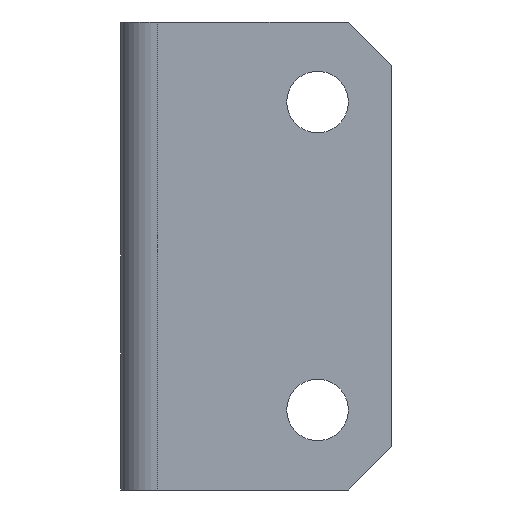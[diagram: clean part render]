
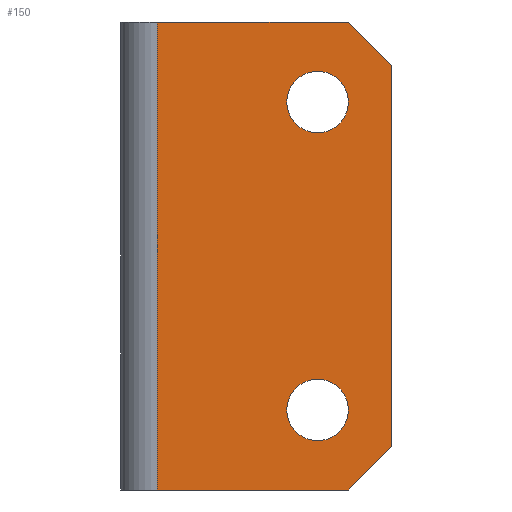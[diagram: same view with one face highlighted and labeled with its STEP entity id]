
A CAD part, front view. The second image highlights one B-rep face of the part: STEP entity #150.
In plain terms, the highlighted planar face has unit normal (0, -1, 0).
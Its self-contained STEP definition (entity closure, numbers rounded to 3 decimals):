
#17 = ORIENTED_EDGE ( 'NONE', *, *, #249, .T. ) ;
#47 = ORIENTED_EDGE ( 'NONE', *, *, #250, .F. ) ;
#68 = ORIENTED_EDGE ( 'NONE', *, *, #248, .T. ) ;
#84 = ORIENTED_EDGE ( 'NONE', *, *, #208, .T. ) ;
#93 = ORIENTED_EDGE ( 'NONE', *, *, #239, .T. ) ;
#96 = ORIENTED_EDGE ( 'NONE', *, *, #275, .T. ) ;
#114 = ORIENTED_EDGE ( 'NONE', *, *, #254, .T. ) ;
#115 = ORIENTED_EDGE ( 'NONE', *, *, #242, .F. ) ;
#118 = ORIENTED_EDGE ( 'NONE', *, *, #166, .T. ) ;
#129 = ORIENTED_EDGE ( 'NONE', *, *, #230, .T. ) ;
#150 = ADVANCED_FACE ( 'NONE', ( #741, #743, #751 ), #462, .F. ) ;
#166 = EDGE_CURVE ( 'NONE', #511, #524, #636, .T. ) ;
#172 = AXIS2_PLACEMENT_3D ( 'NONE', #340, #366, #365 ) ;
#186 = AXIS2_PLACEMENT_3D ( 'NONE', #285, #373, #399 ) ;
#208 = EDGE_CURVE ( 'NONE', #519, #507, #717, .T. ) ;
#230 = EDGE_CURVE ( 'NONE', #532, #514, #640, .T. ) ;
#237 = AXIS2_PLACEMENT_3D ( 'NONE', #320, #562, #352 ) ;
#239 = EDGE_CURVE ( 'NONE', #538, #520, #651, .T. ) ;
#242 = EDGE_CURVE ( 'NONE', #515, #514, #653, .T. ) ;
#248 = EDGE_CURVE ( 'NONE', #524, #511, #702, .T. ) ;
#249 = EDGE_CURVE ( 'NONE', #515, #538, #698, .T. ) ;
#250 = EDGE_CURVE ( 'NONE', #532, #504, #704, .T. ) ;
#254 = EDGE_CURVE ( 'NONE', #507, #519, #669, .T. ) ;
#260 = AXIS2_PLACEMENT_3D ( 'NONE', #463, #422, #420 ) ;
#275 = EDGE_CURVE ( 'NONE', #520, #504, #822, .T. ) ;
#277 = AXIS2_PLACEMENT_3D ( 'NONE', #441, #460, #380 ) ;
#285 = CARTESIAN_POINT ( 'NONE',  ( 32., 0., 63. ) ) ;
#300 = DIRECTION ( 'NONE',  ( 1., 0., 0. ) ) ;
#303 = CARTESIAN_POINT ( 'NONE',  ( 0., 0., 76. ) ) ;
#317 = CARTESIAN_POINT ( 'NONE',  ( 37., 0., 76. ) ) ;
#320 = CARTESIAN_POINT ( 'NONE',  ( 32., 0., 13. ) ) ;
#321 = DIRECTION ( 'NONE',  ( -0.707, 0., 0.707 ) ) ;
#327 = CARTESIAN_POINT ( 'NONE',  ( 0., 0., 0. ) ) ;
#340 = CARTESIAN_POINT ( 'NONE',  ( 32., 0., 63. ) ) ;
#342 = DIRECTION ( 'NONE',  ( 1., 0., 0. ) ) ;
#343 = CARTESIAN_POINT ( 'NONE',  ( 6., 0., 76. ) ) ;
#345 = DIRECTION ( 'NONE',  ( 0., 0., -1. ) ) ;
#348 = DIRECTION ( 'NONE',  ( 0., 0., -1. ) ) ;
#352 = DIRECTION ( 'NONE',  ( 0., 0., 1. ) ) ;
#365 = DIRECTION ( 'NONE',  ( 0., 0., 1. ) ) ;
#366 = DIRECTION ( 'NONE',  ( 0., 1., 0. ) ) ;
#373 = DIRECTION ( 'NONE',  ( 0., 1., 0. ) ) ;
#380 = DIRECTION ( 'NONE',  ( 0., 0., 1. ) ) ;
#399 = DIRECTION ( 'NONE',  ( 0., 0., 1. ) ) ;
#420 = DIRECTION ( 'NONE',  ( 0., 0., 1. ) ) ;
#422 = DIRECTION ( 'NONE',  ( 0., 1., 0. ) ) ;
#441 = CARTESIAN_POINT ( 'NONE',  ( 32., 0., 13. ) ) ;
#460 = DIRECTION ( 'NONE',  ( 0., 1., 0. ) ) ;
#462 = PLANE ( 'NONE',  #260 ) ;
#463 = CARTESIAN_POINT ( 'NONE',  ( 0., 0., 76. ) ) ;
#504 = VERTEX_POINT ( 'NONE', #604 ) ;
#507 = VERTEX_POINT ( 'NONE', #601 ) ;
#511 = VERTEX_POINT ( 'NONE', #597 ) ;
#514 = VERTEX_POINT ( 'NONE', #612 ) ;
#515 = VERTEX_POINT ( 'NONE', #611 ) ;
#519 = VERTEX_POINT ( 'NONE', #589 ) ;
#520 = VERTEX_POINT ( 'NONE', #588 ) ;
#524 = VERTEX_POINT ( 'NONE', #584 ) ;
#532 = VERTEX_POINT ( 'NONE', #592 ) ;
#538 = VERTEX_POINT ( 'NONE', #565 ) ;
#558 = CARTESIAN_POINT ( 'NONE',  ( 44., 0., 76. ) ) ;
#562 = DIRECTION ( 'NONE',  ( 0., 1., 0. ) ) ;
#565 = CARTESIAN_POINT ( 'NONE',  ( 6., 0., 0. ) ) ;
#584 = CARTESIAN_POINT ( 'NONE',  ( 32., 0., 18. ) ) ;
#588 = CARTESIAN_POINT ( 'NONE',  ( 37., 0., 0. ) ) ;
#589 = CARTESIAN_POINT ( 'NONE',  ( 32., 0., 68. ) ) ;
#592 = CARTESIAN_POINT ( 'NONE',  ( 44., 0., 69. ) ) ;
#597 = CARTESIAN_POINT ( 'NONE',  ( 32., 0., 8. ) ) ;
#601 = CARTESIAN_POINT ( 'NONE',  ( 32., 0., 58. ) ) ;
#604 = CARTESIAN_POINT ( 'NONE',  ( 44., 0., 7. ) ) ;
#611 = CARTESIAN_POINT ( 'NONE',  ( 6., 0., 76. ) ) ;
#612 = CARTESIAN_POINT ( 'NONE',  ( 37., 0., 76. ) ) ;
#622 = DIRECTION ( 'NONE',  ( 0.707, 0., 0.707 ) ) ;
#623 = CARTESIAN_POINT ( 'NONE',  ( 44., 0., 7. ) ) ;
#636 = CIRCLE ( 'NONE', #277, 5. ) ;
#640 = LINE ( 'NONE', #317, #641 ) ;
#641 = VECTOR ( 'NONE', #321, 1000. ) ;
#651 = LINE ( 'NONE', #327, #652 ) ;
#652 = VECTOR ( 'NONE', #300, 1000. ) ;
#653 = LINE ( 'NONE', #303, #696 ) ;
#662 = EDGE_LOOP ( 'NONE', ( #84, #114 ) ) ;
#669 = CIRCLE ( 'NONE', #172, 5. ) ;
#696 = VECTOR ( 'NONE', #342, 1000. ) ;
#698 = LINE ( 'NONE', #343, #699 ) ;
#699 = VECTOR ( 'NONE', #348, 1000. ) ;
#702 = CIRCLE ( 'NONE', #237, 5. ) ;
#704 = LINE ( 'NONE', #558, #705 ) ;
#705 = VECTOR ( 'NONE', #345, 1000. ) ;
#717 = CIRCLE ( 'NONE', #186, 5. ) ;
#741 = FACE_BOUND ( 'NONE', #662, .T. ) ;
#743 = FACE_BOUND ( 'NONE', #801, .T. ) ;
#751 = FACE_OUTER_BOUND ( 'NONE', #808, .T. ) ;
#801 = EDGE_LOOP ( 'NONE', ( #68, #118 ) ) ;
#808 = EDGE_LOOP ( 'NONE', ( #115, #17, #93, #96, #47, #129 ) ) ;
#822 = LINE ( 'NONE', #623, #823 ) ;
#823 = VECTOR ( 'NONE', #622, 1000. ) ;
